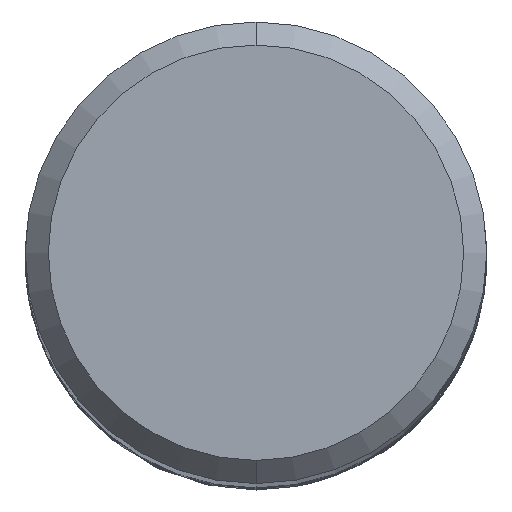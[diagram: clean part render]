
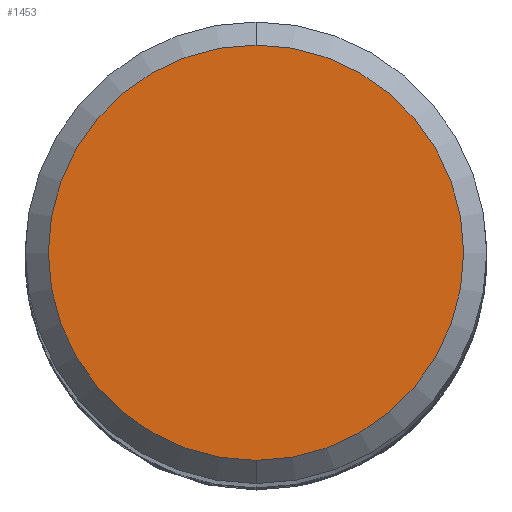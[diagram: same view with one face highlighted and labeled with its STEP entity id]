
A CAD part, top view. The second image highlights one B-rep face of the part: STEP entity #1453.
In plain terms, the highlighted planar face has unit normal (0, 0, 1).
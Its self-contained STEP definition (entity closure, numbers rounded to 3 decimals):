
#589=VERTEX_POINT('',#1582);
#601=VERTEX_POINT('',#1595);
#849=EDGE_CURVE('',#601,#589,#1865,.T.);
#1267=EDGE_CURVE('',#589,#601,#2321,.T.);
#1453=ADVANCED_FACE('',(#2524),#2525,.T.);
#1582=CARTESIAN_POINT('',(0.0,3.6,0.0));
#1595=CARTESIAN_POINT('',(0.,-3.6,0.0));
#1865=CIRCLE('',#9023,3.6);
#2321=CIRCLE('',#16143,3.6);
#2524=FACE_OUTER_BOUND('',#17794,.T.);
#2525=PLANE('',#17795);
#9023=AXIS2_PLACEMENT_3D('',#18172,#18173,#18174);
#16143=AXIS2_PLACEMENT_3D('',#18654,#18655,#18656);
#17794=EDGE_LOOP('',(#18862,#18863));
#17795=AXIS2_PLACEMENT_3D('',#18864,#18865,#18866);
#18172=CARTESIAN_POINT('',(0.0,0.0,0.0));
#18173=DIRECTION('',(0.0,0.0,-1.0));
#18174=DIRECTION('',(0.0,1.0,0.0));
#18654=CARTESIAN_POINT('',(0.0,0.0,0.0));
#18655=DIRECTION('',(0.0,0.0,-1.0));
#18656=DIRECTION('',(0.0,1.0,0.0));
#18862=ORIENTED_EDGE('',*,*,#1267,.F.);
#18863=ORIENTED_EDGE('',*,*,#849,.F.);
#18864=CARTESIAN_POINT('',(0.0,1.8,0.0));
#18865=DIRECTION('',(-0.0,0.0,1.0));
#18866=DIRECTION('',(0.0,-1.0,0.0));
